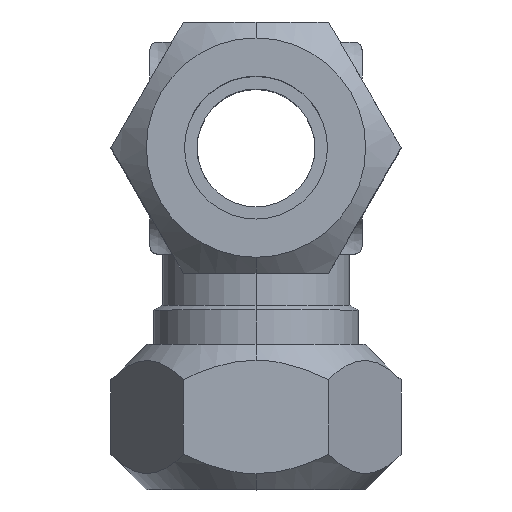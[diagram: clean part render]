
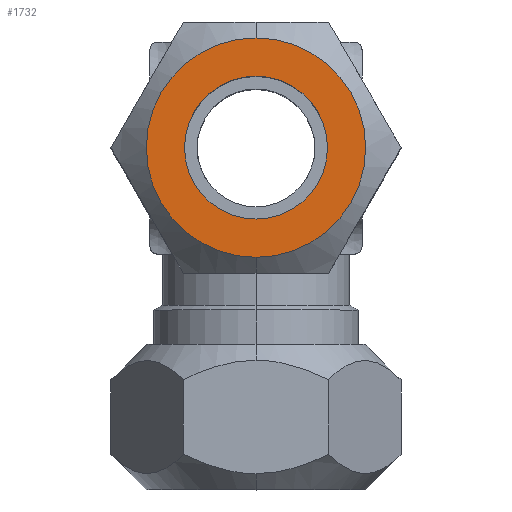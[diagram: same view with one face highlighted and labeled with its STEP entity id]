
A CAD part, top view. The second image highlights one B-rep face of the part: STEP entity #1732.
In plain terms, the highlighted face is planar.
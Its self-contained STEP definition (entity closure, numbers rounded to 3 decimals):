
#1586 = VERTEX_POINT ( 'NONE', #2692 ) ;
#1589 = EDGE_CURVE ( 'NONE', #1586, #1590, #2687, .T. ) ;
#1590 = VERTEX_POINT ( 'NONE', #2682 ) ;
#1612 = EDGE_CURVE ( 'NONE', #1613, #1614, #2717, .T. ) ;
#1613 = VERTEX_POINT ( 'NONE', #2708 ) ;
#1614 = VERTEX_POINT ( 'NONE', #2707 ) ;
#1675 = ORIENTED_EDGE ( 'NONE', *, *, #1589, .T. ) ;
#1676 = EDGE_LOOP ( 'NONE', ( #1677, #1678 ) ) ;
#1677 = ORIENTED_EDGE ( 'NONE', *, *, #1612, .F. ) ;
#1678 = ORIENTED_EDGE ( 'NONE', *, *, #1679, .F. ) ;
#1679 = EDGE_CURVE ( 'NONE', #1614, #1613, #2734, .T. ) ;
#1732 = ADVANCED_FACE ( 'NONE', ( #3090, #3089 ), #3088, .F. ) ;
#1733 = EDGE_LOOP ( 'NONE', ( #1785, #1675 ) ) ;
#1785 = ORIENTED_EDGE ( 'NONE', *, *, #1786, .T. ) ;
#1786 = EDGE_CURVE ( 'NONE', #1590, #1586, #3411, .T. ) ;
#2444 = DIRECTION ( 'NONE',  ( 0., -1., 0. ) ) ;
#2682 = CARTESIAN_POINT ( 'NONE',  ( 0., -9.1, -27. ) ) ;
#2683 = DIRECTION ( 'NONE',  ( 0., -1., 0. ) ) ;
#2684 = DIRECTION ( 'NONE',  ( 0., 0., 1. ) ) ;
#2685 = CARTESIAN_POINT ( 'NONE',  ( 0., 0., -27. ) ) ;
#2686 = AXIS2_PLACEMENT_3D ( 'NONE', #2685, #2684, #2683 ) ;
#2687 = CIRCLE ( 'NONE', #2686, 9.1 ) ;
#2692 = CARTESIAN_POINT ( 'NONE',  ( 0., 9.1, -27. ) ) ;
#2707 = CARTESIAN_POINT ( 'NONE',  ( 0., 13.97, -27. ) ) ;
#2708 = CARTESIAN_POINT ( 'NONE',  ( 0., -13.97, -27. ) ) ;
#2709 = DIRECTION ( 'NONE',  ( 0., -1., 0. ) ) ;
#2710 = DIRECTION ( 'NONE',  ( 0., 0., 1. ) ) ;
#2711 = CARTESIAN_POINT ( 'NONE',  ( 0., 0., -27. ) ) ;
#2712 = AXIS2_PLACEMENT_3D ( 'NONE', #2711, #2710, #2709 ) ;
#2717 = CIRCLE ( 'NONE', #2712, 13.97 ) ;
#2731 = DIRECTION ( 'NONE',  ( 0., 0., 1. ) ) ;
#2732 = CARTESIAN_POINT ( 'NONE',  ( 0., 0., -27. ) ) ;
#2733 = AXIS2_PLACEMENT_3D ( 'NONE', #2732, #2731, #2444 ) ;
#2734 = CIRCLE ( 'NONE', #2733, 13.97 ) ;
#3083 = DIRECTION ( 'NONE',  ( 0., -1., 0. ) ) ;
#3084 = DIRECTION ( 'NONE',  ( 0., 0., 1. ) ) ;
#3085 = AXIS2_PLACEMENT_3D ( 'NONE', #3087, #3084, #3083 ) ;
#3087 = CARTESIAN_POINT ( 'NONE',  ( 0., 18.475, -27. ) ) ;
#3088 = PLANE ( 'NONE',  #3085 ) ;
#3089 = FACE_OUTER_BOUND ( 'NONE', #1676, .T. ) ;
#3090 = FACE_BOUND ( 'NONE', #1733, .T. ) ;
#3407 = DIRECTION ( 'NONE',  ( 0., -1., 0. ) ) ;
#3408 = DIRECTION ( 'NONE',  ( 0., 0., 1. ) ) ;
#3409 = CARTESIAN_POINT ( 'NONE',  ( 0., 0., -27. ) ) ;
#3410 = AXIS2_PLACEMENT_3D ( 'NONE', #3409, #3408, #3407 ) ;
#3411 = CIRCLE ( 'NONE', #3410, 9.1 ) ;
